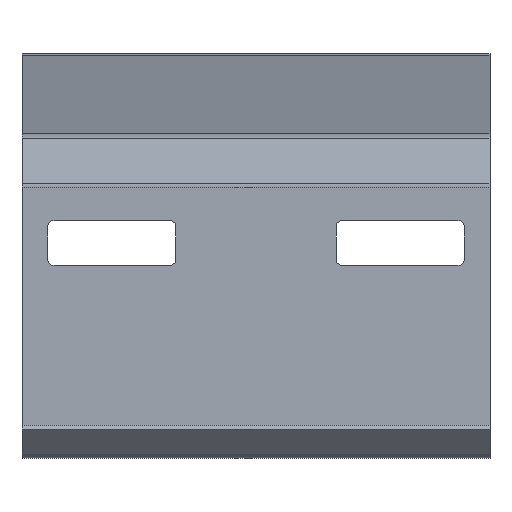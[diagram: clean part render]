
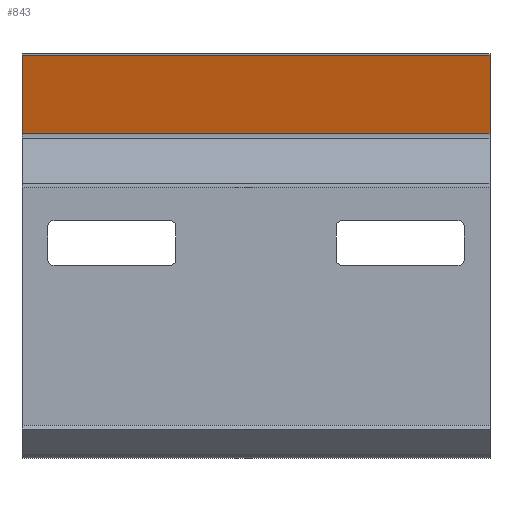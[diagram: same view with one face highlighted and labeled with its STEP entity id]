
A CAD part, front view. The second image highlights one B-rep face of the part: STEP entity #843.
In plain terms, the highlighted planar face has unit normal (0, -0.966, -0.259).
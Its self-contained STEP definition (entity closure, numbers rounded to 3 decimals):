
#34 = DIRECTION ( 'NONE',  ( 0., 0.259, -0.966 ) ) ;
#58 = ORIENTED_EDGE ( 'NONE', *, *, #683, .F. ) ;
#157 = DIRECTION ( 'NONE',  ( 0., -0.259, 0.966 ) ) ;
#174 = CARTESIAN_POINT ( 'NONE',  ( -36.5, 1.167, 8.116 ) ) ;
#181 = VERTEX_POINT ( 'NONE', #174 ) ;
#262 = VERTEX_POINT ( 'NONE', #1156 ) ;
#302 = CARTESIAN_POINT ( 'NONE',  ( 36.5, 1.271, 7.727 ) ) ;
#304 = FACE_OUTER_BOUND ( 'NONE', #467, .T. ) ;
#309 = VERTEX_POINT ( 'NONE', #1375 ) ;
#435 = EDGE_CURVE ( 'NONE', #181, #309, #695, .T. ) ;
#467 = EDGE_LOOP ( 'NONE', ( #774, #755, #58, #767 ) ) ;
#495 = LINE ( 'NONE', #302, #1360 ) ;
#501 = DIRECTION ( 'NONE',  ( -1., 0., 0. ) ) ;
#504 = VECTOR ( 'NONE', #1097, 1000. ) ;
#528 = VECTOR ( 'NONE', #501, 1000. ) ;
#683 = EDGE_CURVE ( 'NONE', #262, #181, #1136, .T. ) ;
#695 = LINE ( 'NONE', #1118, #825 ) ;
#707 = CARTESIAN_POINT ( 'NONE',  ( 36.5, 1.167, 8.116 ) ) ;
#755 = ORIENTED_EDGE ( 'NONE', *, *, #435, .F. ) ;
#767 = ORIENTED_EDGE ( 'NONE', *, *, #1316, .T. ) ;
#772 = LINE ( 'NONE', #1066, #504 ) ;
#774 = ORIENTED_EDGE ( 'NONE', *, *, #938, .T. ) ;
#825 = VECTOR ( 'NONE', #157, 1000. ) ;
#843 = ADVANCED_FACE ( 'NONE', ( #304 ), #1201, .T. ) ;
#852 = VERTEX_POINT ( 'NONE', #1210 ) ;
#938 = EDGE_CURVE ( 'NONE', #852, #309, #772, .T. ) ;
#951 = AXIS2_PLACEMENT_3D ( 'NONE', #986, #1088, #34 ) ;
#986 = CARTESIAN_POINT ( 'NONE',  ( 36.5, 1.271, 7.727 ) ) ;
#1066 = CARTESIAN_POINT ( 'NONE',  ( 36.5, -2.094, 20.284 ) ) ;
#1088 = DIRECTION ( 'NONE',  ( 0., -0.966, -0.259 ) ) ;
#1097 = DIRECTION ( 'NONE',  ( -1., 0., 0. ) ) ;
#1118 = CARTESIAN_POINT ( 'NONE',  ( -36.5, 1.271, 7.727 ) ) ;
#1136 = LINE ( 'NONE', #707, #528 ) ;
#1156 = CARTESIAN_POINT ( 'NONE',  ( 36.5, 1.167, 8.116 ) ) ;
#1201 = PLANE ( 'NONE',  #951 ) ;
#1210 = CARTESIAN_POINT ( 'NONE',  ( 36.5, -2.094, 20.284 ) ) ;
#1316 = EDGE_CURVE ( 'NONE', #262, #852, #495, .T. ) ;
#1354 = DIRECTION ( 'NONE',  ( 0., -0.259, 0.966 ) ) ;
#1360 = VECTOR ( 'NONE', #1354, 1000. ) ;
#1375 = CARTESIAN_POINT ( 'NONE',  ( -36.5, -2.094, 20.284 ) ) ;
